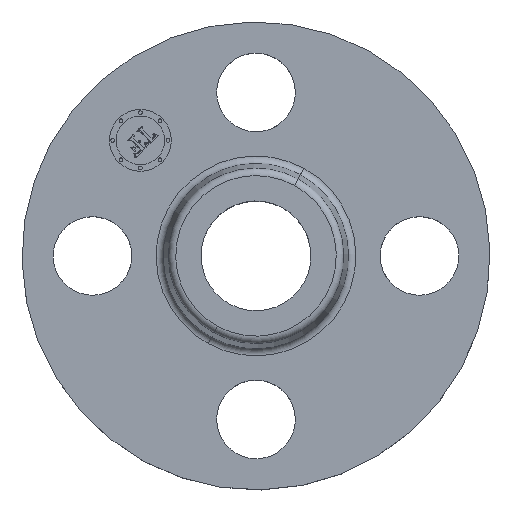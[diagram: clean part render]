
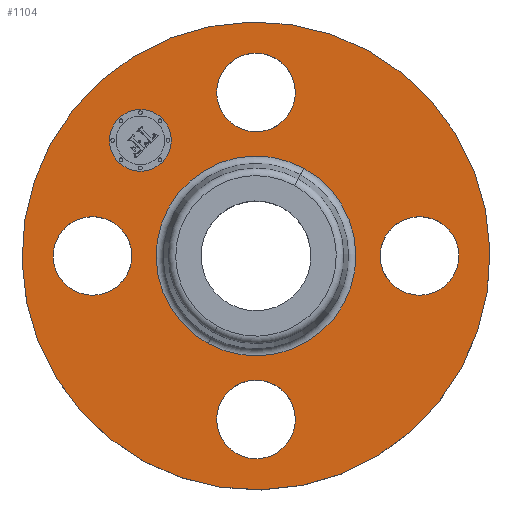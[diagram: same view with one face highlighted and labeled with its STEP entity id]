
A CAD part, top view. The second image highlights one B-rep face of the part: STEP entity #1104.
In plain terms, the highlighted planar face has unit normal (0, 0, 1).
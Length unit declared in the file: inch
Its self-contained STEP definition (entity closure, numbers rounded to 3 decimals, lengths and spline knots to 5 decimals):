
#65=AXIS2_PLACEMENT_3D('Circle Axis2P3D',#63,#64,$) ;
#110=AXIS2_PLACEMENT_3D('Circle Axis2P3D',#108,#109,$) ;
#178=AXIS2_PLACEMENT_3D('Circle Axis2P3D',#176,#177,$) ;
#202=AXIS2_PLACEMENT_3D('Circle Axis2P3D',#200,#201,$) ;
#219=AXIS2_PLACEMENT_3D('Circle Axis2P3D',#217,#218,$) ;
#254=AXIS2_PLACEMENT_3D('Circle Axis2P3D',#252,#253,$) ;
#682=AXIS2_PLACEMENT_3D('Circle Axis2P3D',#680,#681,$) ;
#699=AXIS2_PLACEMENT_3D('Circle Axis2P3D',#697,#698,$) ;
#734=AXIS2_PLACEMENT_3D('Circle Axis2P3D',#732,#733,$) ;
#751=AXIS2_PLACEMENT_3D('Circle Axis2P3D',#749,#750,$) ;
#786=AXIS2_PLACEMENT_3D('Circle Axis2P3D',#784,#785,$) ;
#803=AXIS2_PLACEMENT_3D('Circle Axis2P3D',#801,#802,$) ;
#1060=AXIS2_PLACEMENT_3D('Plane Axis2P3D',#1057,#1058,#1059) ;
#1088=AXIS2_PLACEMENT_3D('Circle Axis2P3D',#1086,#1087,$) ;
#1097=AXIS2_PLACEMENT_3D('Circle Axis2P3D',#1095,#1096,$) ;
#46=CARTESIAN_POINT('Vertex',(-0.27644,1.46102,0.56)) ;
#60=CARTESIAN_POINT('Vertex',(0.27644,1.15898,0.56)) ;
#63=CARTESIAN_POINT('Axis2P3D Location',(0.,1.31,0.56)) ;
#108=CARTESIAN_POINT('Axis2P3D Location',(0.,1.31,0.56)) ;
#173=CARTESIAN_POINT('Vertex',(-0.89892,-1.64547,0.56)) ;
#176=CARTESIAN_POINT('Axis2P3D Location',(0.,0.,0.56)) ;
#180=CARTESIAN_POINT('Vertex',(0.89892,1.64547,0.56)) ;
#200=CARTESIAN_POINT('Axis2P3D Location',(0.,0.,0.56)) ;
#217=CARTESIAN_POINT('Axis2P3D Location',(0.,0.,0.56)) ;
#221=CARTESIAN_POINT('Vertex',(0.38371,0.70237,0.56)) ;
#223=CARTESIAN_POINT('Vertex',(-0.38371,-0.70237,0.56)) ;
#252=CARTESIAN_POINT('Axis2P3D Location',(0.,0.,0.56)) ;
#670=CARTESIAN_POINT('Vertex',(1.46102,0.27644,0.56)) ;
#677=CARTESIAN_POINT('Vertex',(1.15898,-0.27644,0.56)) ;
#680=CARTESIAN_POINT('Axis2P3D Location',(1.31,0.,0.56)) ;
#697=CARTESIAN_POINT('Axis2P3D Location',(1.31,0.,0.56)) ;
#722=CARTESIAN_POINT('Vertex',(0.27644,-1.46102,0.56)) ;
#729=CARTESIAN_POINT('Vertex',(-0.27644,-1.15898,0.56)) ;
#732=CARTESIAN_POINT('Axis2P3D Location',(0.,-1.31,0.56)) ;
#749=CARTESIAN_POINT('Axis2P3D Location',(0.,-1.31,0.56)) ;
#774=CARTESIAN_POINT('Vertex',(-1.46102,-0.27644,0.56)) ;
#781=CARTESIAN_POINT('Vertex',(-1.15898,0.27644,0.56)) ;
#784=CARTESIAN_POINT('Axis2P3D Location',(-1.31,0.,0.56)) ;
#801=CARTESIAN_POINT('Axis2P3D Location',(-1.31,0.,0.56)) ;
#1057=CARTESIAN_POINT('Axis2P3D Location',(0.,1.875,0.56)) ;
#1086=CARTESIAN_POINT('Axis2P3D Location',(-0.92631,0.92631,0.56)) ;
#1090=CARTESIAN_POINT('Vertex',(-1.10132,0.7513,0.56)) ;
#1092=CARTESIAN_POINT('Vertex',(-0.7513,1.10132,0.56)) ;
#1095=CARTESIAN_POINT('Axis2P3D Location',(-0.92631,0.92631,0.56)) ;
#64=DIRECTION('Axis2P3D Direction',(0.,-0.,-0.039)) ;
#109=DIRECTION('Axis2P3D Direction',(0.,-0.,-0.039)) ;
#177=DIRECTION('Axis2P3D Direction',(0.,0.,-0.039)) ;
#201=DIRECTION('Axis2P3D Direction',(0.,0.,-0.039)) ;
#218=DIRECTION('Axis2P3D Direction',(0.,0.,-0.039)) ;
#253=DIRECTION('Axis2P3D Direction',(0.,0.,-0.039)) ;
#681=DIRECTION('Axis2P3D Direction',(0.,-0.,-0.039)) ;
#698=DIRECTION('Axis2P3D Direction',(0.,-0.,-0.039)) ;
#733=DIRECTION('Axis2P3D Direction',(-0.,0.,-0.039)) ;
#750=DIRECTION('Axis2P3D Direction',(-0.,0.,-0.039)) ;
#785=DIRECTION('Axis2P3D Direction',(0.,0.,-0.039)) ;
#802=DIRECTION('Axis2P3D Direction',(0.,0.,-0.039)) ;
#1058=DIRECTION('Axis2P3D Direction',(0.,0.,-0.039)) ;
#1059=DIRECTION('Axis2P3D XDirection',(0.039,0.,0.)) ;
#1087=DIRECTION('Axis2P3D Direction',(0.,0.,-0.039)) ;
#1096=DIRECTION('Axis2P3D Direction',(0.,0.,-0.039)) ;
#1063=ORIENTED_EDGE('',*,*,#204,.F.) ;
#1064=ORIENTED_EDGE('',*,*,#182,.F.) ;
#1067=ORIENTED_EDGE('',*,*,#67,.T.) ;
#1068=ORIENTED_EDGE('',*,*,#112,.T.) ;
#1071=ORIENTED_EDGE('',*,*,#256,.T.) ;
#1072=ORIENTED_EDGE('',*,*,#225,.T.) ;
#1075=ORIENTED_EDGE('',*,*,#701,.T.) ;
#1076=ORIENTED_EDGE('',*,*,#684,.T.) ;
#1079=ORIENTED_EDGE('',*,*,#753,.T.) ;
#1080=ORIENTED_EDGE('',*,*,#736,.T.) ;
#1083=ORIENTED_EDGE('',*,*,#805,.T.) ;
#1084=ORIENTED_EDGE('',*,*,#788,.T.) ;
#1101=ORIENTED_EDGE('',*,*,#1094,.T.) ;
#1102=ORIENTED_EDGE('',*,*,#1099,.T.) ;
#1069=FACE_BOUND('',#1066,.T.) ;
#1073=FACE_BOUND('',#1070,.T.) ;
#1077=FACE_BOUND('',#1074,.T.) ;
#1081=FACE_BOUND('',#1078,.T.) ;
#1085=FACE_BOUND('',#1082,.T.) ;
#1103=FACE_BOUND('',#1100,.T.) ;
#1104=ADVANCED_FACE('PartBody',(#1065,#1069,#1073,#1077,#1081,#1085,#1103),#1061,.F.) ;
#66=CIRCLE('generated circle',#65,0.315) ;
#111=CIRCLE('generated circle',#110,0.315) ;
#179=CIRCLE('generated circle',#178,1.875) ;
#203=CIRCLE('generated circle',#202,1.875) ;
#220=CIRCLE('generated circle',#219,0.80035) ;
#255=CIRCLE('generated circle',#254,0.80035) ;
#683=CIRCLE('generated circle',#682,0.315) ;
#700=CIRCLE('generated circle',#699,0.315) ;
#735=CIRCLE('generated circle',#734,0.315) ;
#752=CIRCLE('generated circle',#751,0.315) ;
#787=CIRCLE('generated circle',#786,0.315) ;
#804=CIRCLE('generated circle',#803,0.315) ;
#1089=CIRCLE('generated circle',#1088,0.2475) ;
#1098=CIRCLE('generated circle',#1097,0.2475) ;
#67=EDGE_CURVE('',#47,#61,#66,.T.) ;
#112=EDGE_CURVE('',#61,#47,#111,.T.) ;
#182=EDGE_CURVE('',#174,#181,#179,.T.) ;
#204=EDGE_CURVE('',#181,#174,#203,.T.) ;
#225=EDGE_CURVE('',#222,#224,#220,.T.) ;
#256=EDGE_CURVE('',#224,#222,#255,.T.) ;
#684=EDGE_CURVE('',#671,#678,#683,.T.) ;
#701=EDGE_CURVE('',#678,#671,#700,.T.) ;
#736=EDGE_CURVE('',#723,#730,#735,.T.) ;
#753=EDGE_CURVE('',#730,#723,#752,.T.) ;
#788=EDGE_CURVE('',#775,#782,#787,.T.) ;
#805=EDGE_CURVE('',#782,#775,#804,.T.) ;
#1094=EDGE_CURVE('',#1091,#1093,#1089,.T.) ;
#1099=EDGE_CURVE('',#1093,#1091,#1098,.T.) ;
#1062=EDGE_LOOP('',(#1063,#1064)) ;
#1066=EDGE_LOOP('',(#1067,#1068)) ;
#1070=EDGE_LOOP('',(#1071,#1072)) ;
#1074=EDGE_LOOP('',(#1075,#1076)) ;
#1078=EDGE_LOOP('',(#1079,#1080)) ;
#1082=EDGE_LOOP('',(#1083,#1084)) ;
#1100=EDGE_LOOP('',(#1101,#1102)) ;
#1065=FACE_OUTER_BOUND('',#1062,.T.) ;
#1061=PLANE('',#1060) ;
#47=VERTEX_POINT('',#46) ;
#61=VERTEX_POINT('',#60) ;
#174=VERTEX_POINT('',#173) ;
#181=VERTEX_POINT('',#180) ;
#222=VERTEX_POINT('',#221) ;
#224=VERTEX_POINT('',#223) ;
#671=VERTEX_POINT('',#670) ;
#678=VERTEX_POINT('',#677) ;
#723=VERTEX_POINT('',#722) ;
#730=VERTEX_POINT('',#729) ;
#775=VERTEX_POINT('',#774) ;
#782=VERTEX_POINT('',#781) ;
#1091=VERTEX_POINT('',#1090) ;
#1093=VERTEX_POINT('',#1092) ;
